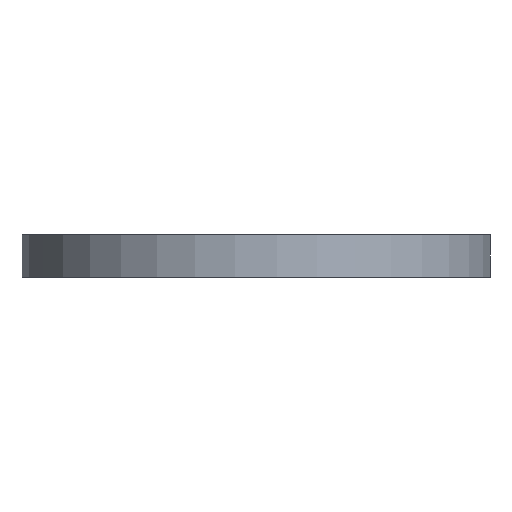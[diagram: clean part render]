
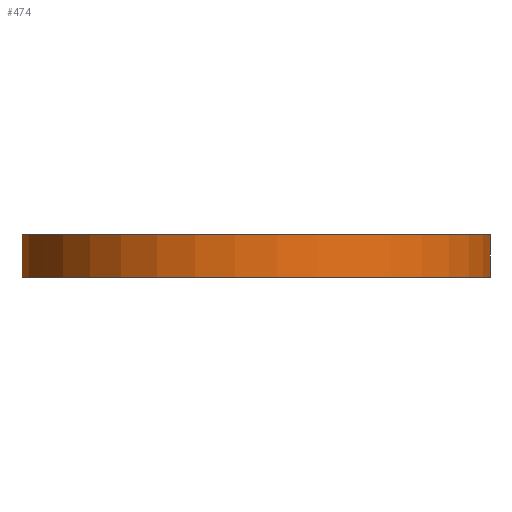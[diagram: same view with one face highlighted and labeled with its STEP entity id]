
A CAD part, front view. The second image highlights one B-rep face of the part: STEP entity #474.
In plain terms, the highlighted cylindrical face has radius 164 mm (diameter 328 mm), a partial arc.
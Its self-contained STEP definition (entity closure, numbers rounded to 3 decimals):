
#40=LINE('',#765,#76);
#46=LINE('',#789,#82);
#76=VECTOR('',#621,10.);
#82=VECTOR('',#651,10.);
#131=FACE_OUTER_BOUND('',#165,.T.);
#165=EDGE_LOOP('',(#390,#391,#392,#393));
#187=CIRCLE('',#522,164.);
#192=CIRCLE('',#532,164.);
#222=VERTEX_POINT('',#762);
#223=VERTEX_POINT('',#764);
#228=VERTEX_POINT('',#782);
#229=VERTEX_POINT('',#788);
#269=EDGE_CURVE('',#222,#223,#40,.T.);
#278=EDGE_CURVE('',#228,#223,#187,.T.);
#281=EDGE_CURVE('',#229,#228,#46,.T.);
#287=EDGE_CURVE('',#229,#222,#192,.T.);
#390=ORIENTED_EDGE('',*,*,#269,.F.);
#391=ORIENTED_EDGE('',*,*,#287,.F.);
#392=ORIENTED_EDGE('',*,*,#281,.T.);
#393=ORIENTED_EDGE('',*,*,#278,.T.);
#420=CYLINDRICAL_SURFACE('',#533,164.);
#474=ADVANCED_FACE('',(#131),#420,.T.);
#522=AXIS2_PLACEMENT_3D('',#783,#642,#643);
#532=AXIS2_PLACEMENT_3D('',#798,#666,#667);
#533=AXIS2_PLACEMENT_3D('',#799,#668,#669);
#621=DIRECTION('',(0.,0.,-1.));
#642=DIRECTION('center_axis',(0.,0.,1.));
#643=DIRECTION('ref_axis',(-0.08,0.997,0.));
#651=DIRECTION('',(0.,0.,-1.));
#666=DIRECTION('center_axis',(0.,0.,1.));
#667=DIRECTION('ref_axis',(-0.08,0.997,0.));
#668=DIRECTION('center_axis',(0.,0.,1.));
#669=DIRECTION('ref_axis',(-0.08,0.997,0.));
#762=CARTESIAN_POINT('',(13.058,163.479,15.));
#764=CARTESIAN_POINT('',(13.058,163.479,-15.));
#765=CARTESIAN_POINT('',(13.058,163.479,0.));
#782=CARTESIAN_POINT('',(-13.058,163.479,-15.));
#783=CARTESIAN_POINT('Origin',(0.,0.,
-15.));
#788=CARTESIAN_POINT('',(-13.058,163.479,15.));
#789=CARTESIAN_POINT('',(-13.058,163.479,0.));
#798=CARTESIAN_POINT('Origin',(0.,0.,
15.));
#799=CARTESIAN_POINT('Origin',(0.,0.,
0.));
